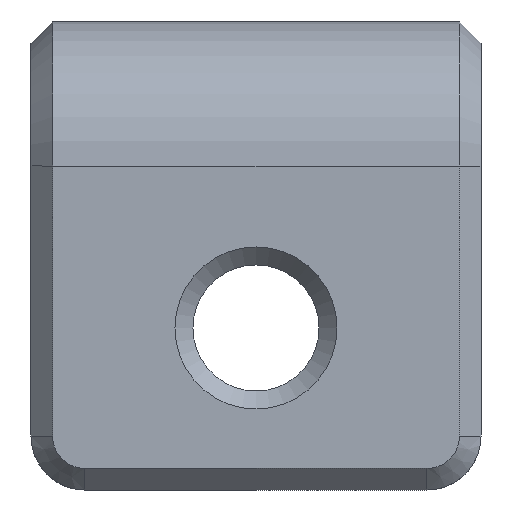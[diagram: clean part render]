
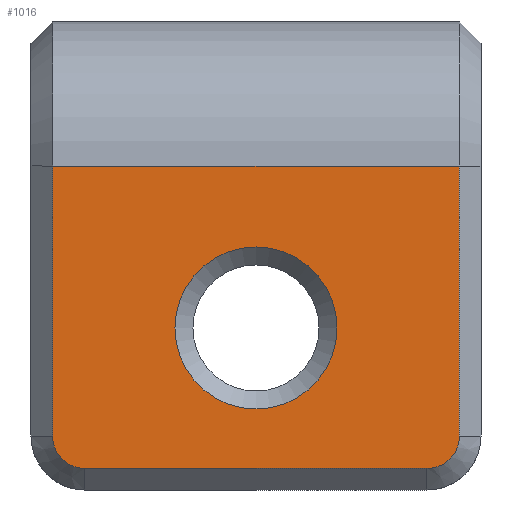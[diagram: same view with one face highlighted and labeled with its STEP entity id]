
A CAD part, front view. The second image highlights one B-rep face of the part: STEP entity #1016.
In plain terms, the highlighted planar face has unit normal (0, -1, 0).
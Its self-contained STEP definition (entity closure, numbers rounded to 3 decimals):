
#29=FACE_BOUND('',#167,.T.);
#53=PLANE('',#1102);
#102=FACE_OUTER_BOUND('',#166,.T.);
#166=EDGE_LOOP('',(#809,#810,#811,#812,#813,#814));
#167=EDGE_LOOP('',(#815));
#272=LINE('',#1605,#390);
#273=LINE('',#1609,#391);
#274=LINE('',#1613,#392);
#275=LINE('',#1614,#393);
#390=VECTOR('',#1294,10.);
#391=VECTOR('',#1297,10.);
#392=VECTOR('',#1300,10.);
#393=VECTOR('',#1301,10.);
#451=CIRCLE('',#1100,2.25);
#453=CIRCLE('',#1103,0.9);
#454=CIRCLE('',#1104,0.9);
#513=VERTEX_POINT('',#1597);
#515=VERTEX_POINT('',#1603);
#516=VERTEX_POINT('',#1604);
#517=VERTEX_POINT('',#1606);
#518=VERTEX_POINT('',#1608);
#519=VERTEX_POINT('',#1610);
#520=VERTEX_POINT('',#1612);
#621=EDGE_CURVE('',#513,#513,#451,.T.);
#624=EDGE_CURVE('',#515,#516,#272,.T.);
#625=EDGE_CURVE('',#517,#515,#453,.T.);
#626=EDGE_CURVE('',#518,#517,#273,.T.);
#627=EDGE_CURVE('',#519,#518,#454,.T.);
#628=EDGE_CURVE('',#520,#519,#274,.T.);
#629=EDGE_CURVE('',#516,#520,#275,.T.);
#809=ORIENTED_EDGE('',*,*,#624,.F.);
#810=ORIENTED_EDGE('',*,*,#625,.F.);
#811=ORIENTED_EDGE('',*,*,#626,.F.);
#812=ORIENTED_EDGE('',*,*,#627,.F.);
#813=ORIENTED_EDGE('',*,*,#628,.F.);
#814=ORIENTED_EDGE('',*,*,#629,.F.);
#815=ORIENTED_EDGE('',*,*,#621,.F.);
#1016=ADVANCED_FACE('',(#102,#29),#53,.T.);
#1100=AXIS2_PLACEMENT_3D('',#1598,#1287,#1288);
#1102=AXIS2_PLACEMENT_3D('',#1602,#1292,#1293);
#1103=AXIS2_PLACEMENT_3D('',#1607,#1295,#1296);
#1104=AXIS2_PLACEMENT_3D('',#1611,#1298,#1299);
#1287=DIRECTION('center_axis',(0.,-1.,0.));
#1288=DIRECTION('ref_axis',(-1.,0.,0.));
#1292=DIRECTION('center_axis',(0.,-1.,0.));
#1293=DIRECTION('ref_axis',(-1.,0.,0.));
#1294=DIRECTION('',(0.,0.,1.));
#1295=DIRECTION('center_axis',(0.,1.,0.));
#1296=DIRECTION('ref_axis',(-0.707,0.,-0.707));
#1297=DIRECTION('',(-1.,0.,0.));
#1298=DIRECTION('center_axis',(0.,1.,0.));
#1299=DIRECTION('ref_axis',(0.707,0.,-0.707));
#1300=DIRECTION('',(0.,0.,-1.));
#1301=DIRECTION('',(1.,0.,0.));
#1597=CARTESIAN_POINT('',(3.5,-9.25,-4.5));
#1598=CARTESIAN_POINT('Origin',(1.25,-9.25,-4.5));
#1602=CARTESIAN_POINT('Origin',(7.5,-9.25,0.));
#1603=CARTESIAN_POINT('',(-4.4,-9.25,-7.5));
#1604=CARTESIAN_POINT('',(-4.4,-9.25,0.));
#1605=CARTESIAN_POINT('',(-4.4,-9.25,0.));
#1606=CARTESIAN_POINT('',(-3.5,-9.25,-8.4));
#1607=CARTESIAN_POINT('Origin',(-3.5,-9.25,-7.5));
#1608=CARTESIAN_POINT('',(6.,-9.25,-8.4));
#1609=CARTESIAN_POINT('',(4.375,-9.25,-8.4));
#1610=CARTESIAN_POINT('',(6.9,-9.25,-7.5));
#1611=CARTESIAN_POINT('Origin',(6.,-9.25,-7.5));
#1612=CARTESIAN_POINT('',(6.9,-9.25,0.));
#1613=CARTESIAN_POINT('',(6.9,-9.25,0.));
#1614=CARTESIAN_POINT('',(4.375,-9.25,0.));
